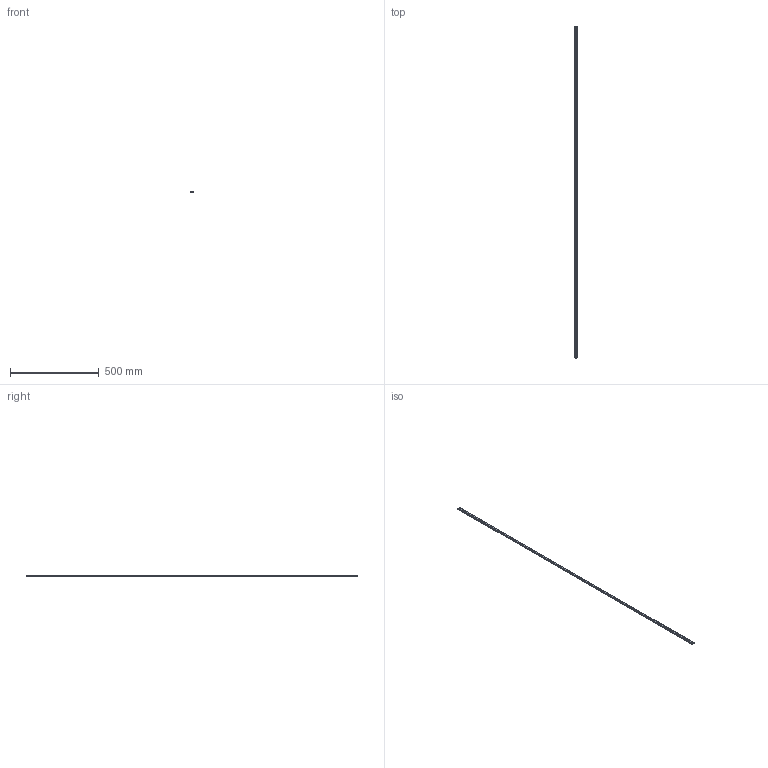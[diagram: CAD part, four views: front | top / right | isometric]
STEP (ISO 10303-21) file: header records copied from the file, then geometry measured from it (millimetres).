
FILE_DESCRIPTION(('STEP AP214'),'1');
FILE_NAME('cctmp_D1227FF7-060F-4CA7-BBA4-2576DBFB1280_2021_02_19_10_16_47_0359..stp','2021-02-19T09:16:47',('HIWIN GmbH'),('CADClick - www.CADClick.com'),'Spatial InterOp 3D',' ','unknown authorization');
FILE_SCHEMA(('AUTOMOTIVE_DESIGN'));
Length unit declared in the file: millimetre
Products named in the file (1): MGNR12R1870CM_FILE
Bounding box: 12 x 1870 x 8 mm (x, y, z)
Volume: 160130 mm3; surface area: 92994.1 mm2
Topology: 1 solids, 1 shells, 770 faces, 1617 edges, 1078 vertices
Faces by surface type: cylinder 466, plane 304
Entity records: 27217 total; most frequent: DIRECTION 4091, CARTESIAN_POINT 3466, ORIENTED_EDGE 3234, AXIS2_PLACEMENT_3D 1703, EDGE_CURVE 1617, VERTEX_POINT 1078, EDGE_LOOP 999, CIRCLE 932
